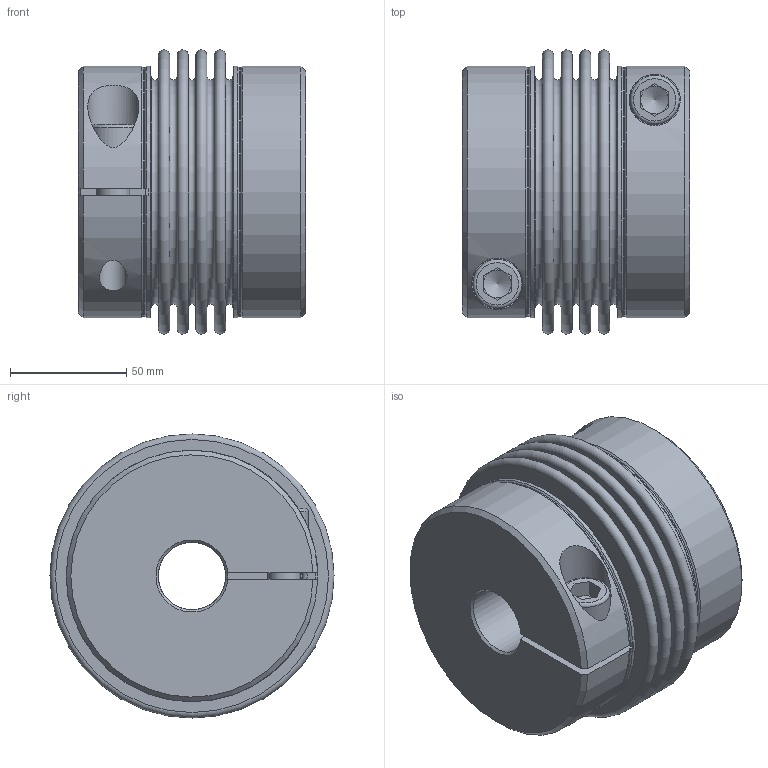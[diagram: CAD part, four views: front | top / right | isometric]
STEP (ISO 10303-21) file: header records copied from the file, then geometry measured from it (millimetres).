
FILE_DESCRIPTION( ( 'Unknown' ), '1' );
FILE_NAME( 'KG-VA 500 - 4W.stp', 'Unknown', ( 'Unknown' ), ( 'Unknown' ), 'PSStep 10.1', 'Unknown', ' ' );
FILE_SCHEMA( ( 'AUTOMOTIVE_DESIGN { 1 0 10303 214 1 1 1 1 }' ) );
Length unit declared in the file: millimetre
Products named in the file (1): kt102465
Bounding box: 97.58 x 122 x 122 mm (x, y, z)
Volume: 527346.5 mm3; surface area: 162569.9 mm2
Topology: 1 solids, 1 shells, 114 faces, 256 edges, 166 vertices
Faces by surface type: plane 58, torus 22, cylinder 18, cone 16
Full cylindrical faces by diameter (mm): 11.835 x2, 14 x2, 15 x2, 21 x2, 22 x2, 106.4 x2, 108 x2
Entity records: 4150 total; most frequent: CARTESIAN_POINT 851, DIRECTION 524, ORIENTED_EDGE 396, AXIS2_PLACEMENT_3D 219, EDGE_CURVE 198, EDGE_LOOP 182, VERTEX_POINT 150, FACE_OUTER_BOUND 148
